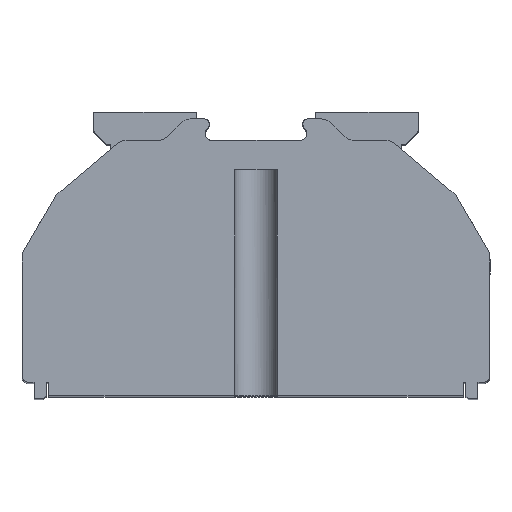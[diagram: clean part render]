
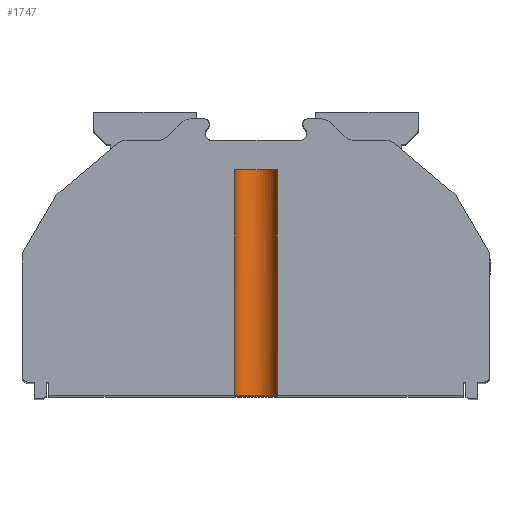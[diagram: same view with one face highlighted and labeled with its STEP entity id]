
A CAD part, top view. The second image highlights one B-rep face of the part: STEP entity #1747.
In plain terms, the highlighted free-form (B-spline) face has degree [2, 1] with [5, 2] control points.
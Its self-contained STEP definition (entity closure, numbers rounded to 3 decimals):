
#1225 = EDGE_CURVE('',#1226,#1228,#1230,.T.);
#1226 = VERTEX_POINT('',#1227);
#1227 = CARTESIAN_POINT('',(1.605,0.201,
    60.175));
#1228 = VERTEX_POINT('',#1229);
#1229 = CARTESIAN_POINT('',(-1.605,0.201,
    60.175));
#1230 = ( BOUNDED_CURVE() B_SPLINE_CURVE(2,(#1231,#1232,#1233,#1234,
#1235),.UNSPECIFIED.,.F.,.F.) B_SPLINE_CURVE_WITH_KNOTS((3,2,3),(0.,
1.571,3.142),.PIECEWISE_BEZIER_KNOTS.) CURVE() 
GEOMETRIC_REPRESENTATION_ITEM() RATIONAL_B_SPLINE_CURVE((1.,
0.707,1.,0.707,1.)) REPRESENTATION_ITEM('') );
#1231 = CARTESIAN_POINT('',(1.605,0.201,
    60.175));
#1232 = CARTESIAN_POINT('',(1.605,0.201,
    58.57));
#1233 = CARTESIAN_POINT('',(0.,0.201,
    58.57));
#1234 = CARTESIAN_POINT('',(-1.605,0.201,
    58.57));
#1235 = CARTESIAN_POINT('',(-1.605,0.201,
    60.175));
#1529 = EDGE_CURVE('',#1228,#1530,#1532,.T.);
#1530 = VERTEX_POINT('',#1531);
#1531 = CARTESIAN_POINT('',(-1.605,17.15,
    60.175));
#1532 = B_SPLINE_CURVE_WITH_KNOTS('',1,(#1533,#1534),.UNSPECIFIED.,.F.,
  .F.,(2,2),(0.2,17.1),.PIECEWISE_BEZIER_KNOTS.);
#1533 = CARTESIAN_POINT('',(-1.605,0.201,
    60.175));
#1534 = CARTESIAN_POINT('',(-1.605,17.15,
    60.175));
#1537 = VERTEX_POINT('',#1538);
#1538 = CARTESIAN_POINT('',(1.605,17.15,
    60.175));
#1543 = EDGE_CURVE('',#1537,#1226,#1544,.T.);
#1544 = B_SPLINE_CURVE_WITH_KNOTS('',1,(#1545,#1546),.UNSPECIFIED.,.F.,
  .F.,(2,2),(-17.1,-0.2),.PIECEWISE_BEZIER_KNOTS.);
#1545 = CARTESIAN_POINT('',(1.605,17.15,
    60.175));
#1546 = CARTESIAN_POINT('',(1.605,0.201,
    60.175));
#1747 = ADVANCED_FACE('',(#1748),#1761,.F.);
#1748 = FACE_BOUND('',#1749,.F.);
#1749 = EDGE_LOOP('',(#1750,#1758,#1759,#1760));
#1750 = ORIENTED_EDGE('',*,*,#1751,.T.);
#1751 = EDGE_CURVE('',#1530,#1537,#1752,.T.);
#1752 = ( BOUNDED_CURVE() B_SPLINE_CURVE(2,(#1753,#1754,#1755,#1756,
#1757),.UNSPECIFIED.,.F.,.F.) B_SPLINE_CURVE_WITH_KNOTS((3,2,3),(
    3.142,4.712,6.283),
.PIECEWISE_BEZIER_KNOTS.) CURVE() GEOMETRIC_REPRESENTATION_ITEM() 
RATIONAL_B_SPLINE_CURVE((1.,0.707,1.,0.707,1.)) 
REPRESENTATION_ITEM('') );
#1753 = CARTESIAN_POINT('',(-1.605,17.15,
    60.175));
#1754 = CARTESIAN_POINT('',(-1.605,17.15,
    58.57));
#1755 = CARTESIAN_POINT('',(0.,17.15,
    58.57));
#1756 = CARTESIAN_POINT('',(1.605,17.15,
    58.57));
#1757 = CARTESIAN_POINT('',(1.605,17.15,
    60.175));
#1758 = ORIENTED_EDGE('',*,*,#1543,.T.);
#1759 = ORIENTED_EDGE('',*,*,#1225,.T.);
#1760 = ORIENTED_EDGE('',*,*,#1529,.T.);
#1761 = ( BOUNDED_SURFACE() B_SPLINE_SURFACE(2,1,(
    (#1762,#1763)
    ,(#1764,#1765)
    ,(#1766,#1767)
    ,(#1768,#1769)
    ,(#1770,#1771
)),.UNSPECIFIED.,.F.,.F.,.F.) B_SPLINE_SURFACE_WITH_KNOTS((3,2,3),(2,2),
  (3.142,4.712,6.283),(-17.1,-0.2),
.PIECEWISE_BEZIER_KNOTS.) GEOMETRIC_REPRESENTATION_ITEM() 
RATIONAL_B_SPLINE_SURFACE((
    (1.,1.)
    ,(0.707,0.707)
    ,(1.,1.)
    ,(0.707,0.707)
,(1.,1.))) REPRESENTATION_ITEM('') SURFACE() );
#1762 = CARTESIAN_POINT('',(-1.605,17.15,
    60.175));
#1763 = CARTESIAN_POINT('',(-1.605,0.201,
    60.175));
#1764 = CARTESIAN_POINT('',(-1.605,17.15,
    58.57));
#1765 = CARTESIAN_POINT('',(-1.605,0.201,
    58.57));
#1766 = CARTESIAN_POINT('',(0.,17.15,
    58.57));
#1767 = CARTESIAN_POINT('',(0.,0.201,
    58.57));
#1768 = CARTESIAN_POINT('',(1.605,17.15,
    58.57));
#1769 = CARTESIAN_POINT('',(1.605,0.201,
    58.57));
#1770 = CARTESIAN_POINT('',(1.605,17.15,
    60.175));
#1771 = CARTESIAN_POINT('',(1.605,0.201,
    60.175));
